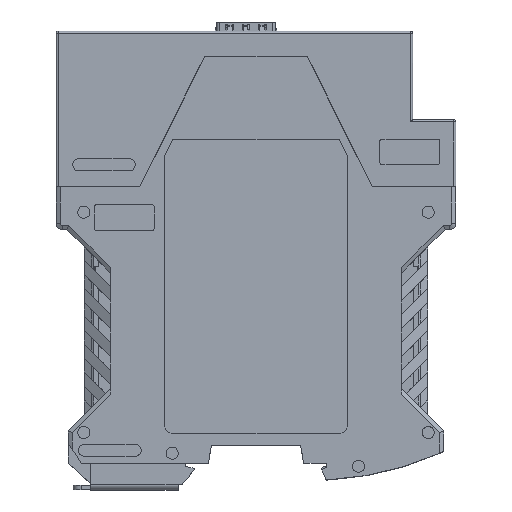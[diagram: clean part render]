
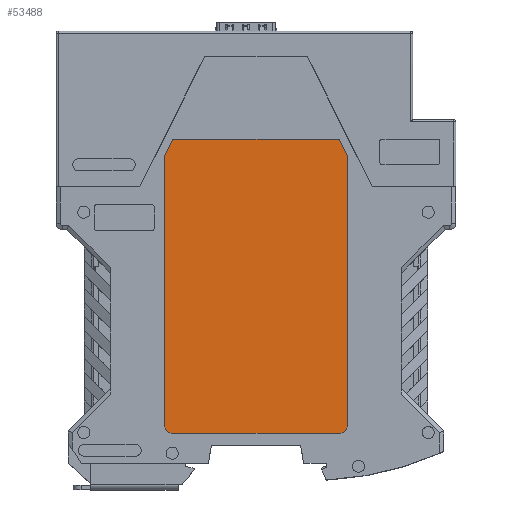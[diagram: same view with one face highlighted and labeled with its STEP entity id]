
A CAD part, top view. The second image highlights one B-rep face of the part: STEP entity #53488.
In plain terms, the highlighted planar face has unit normal (0, 0, 1).
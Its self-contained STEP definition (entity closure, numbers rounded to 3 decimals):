
#514=CIRCLE('',#56539,2.);
#515=CIRCLE('',#56540,2.);
#3069=FACE_OUTER_BOUND('',#5841,.T.);
#5841=EDGE_LOOP('',(#36719,#36720,#36721,#36722,#36723,#36724,#36725,#36726));
#9374=LINE('',#76883,#15941);
#9375=LINE('',#76887,#15942);
#9376=LINE('',#76891,#15943);
#9377=LINE('',#76893,#15944);
#9378=LINE('',#76895,#15945);
#9379=LINE('',#76896,#15946);
#15941=VECTOR('',#61812,1.);
#15942=VECTOR('',#61815,1.);
#15943=VECTOR('',#61818,1.);
#15944=VECTOR('',#61819,1.);
#15945=VECTOR('',#61820,1.);
#15946=VECTOR('',#61821,1.);
#22347=VERTEX_POINT('',#76881);
#22348=VERTEX_POINT('',#76882);
#22349=VERTEX_POINT('',#76884);
#22350=VERTEX_POINT('',#76886);
#22351=VERTEX_POINT('',#76888);
#22352=VERTEX_POINT('',#76890);
#22353=VERTEX_POINT('',#76892);
#22354=VERTEX_POINT('',#76894);
#27953=EDGE_CURVE('',#22347,#22348,#9374,.T.);
#27954=EDGE_CURVE('',#22349,#22348,#514,.T.);
#27955=EDGE_CURVE('',#22349,#22350,#9375,.T.);
#27956=EDGE_CURVE('',#22350,#22351,#515,.T.);
#27957=EDGE_CURVE('',#22351,#22352,#9376,.T.);
#27958=EDGE_CURVE('',#22352,#22353,#9377,.T.);
#27959=EDGE_CURVE('',#22353,#22354,#9378,.T.);
#27960=EDGE_CURVE('',#22354,#22347,#9379,.T.);
#36719=ORIENTED_EDGE('',*,*,#27953,.T.);
#36720=ORIENTED_EDGE('',*,*,#27954,.F.);
#36721=ORIENTED_EDGE('',*,*,#27955,.T.);
#36722=ORIENTED_EDGE('',*,*,#27956,.T.);
#36723=ORIENTED_EDGE('',*,*,#27957,.T.);
#36724=ORIENTED_EDGE('',*,*,#27958,.T.);
#36725=ORIENTED_EDGE('',*,*,#27959,.T.);
#36726=ORIENTED_EDGE('',*,*,#27960,.T.);
#51365=PLANE('',#56538);
#53488=ADVANCED_FACE('',(#3069),#51365,.T.);
#56538=AXIS2_PLACEMENT_3D('',#76880,#61810,#61811);
#56539=AXIS2_PLACEMENT_3D('',#76885,#61813,#61814);
#56540=AXIS2_PLACEMENT_3D('',#76889,#61816,#61817);
#61810=DIRECTION('center_axis',(0.,0.,1.));
#61811=DIRECTION('ref_axis',(1.,0.,0.));
#61812=DIRECTION('',(0.,-1.,0.));
#61813=DIRECTION('center_axis',(0.,0.,-1.));
#61814=DIRECTION('ref_axis',(-1.,0.,0.));
#61815=DIRECTION('',(1.,0.,0.));
#61816=DIRECTION('center_axis',(0.,0.,1.));
#61817=DIRECTION('ref_axis',(1.,0.,0.));
#61818=DIRECTION('',(0.,1.,0.));
#61819=DIRECTION('',(-0.447,0.894,0.));
#61820=DIRECTION('',(-1.,0.,0.));
#61821=DIRECTION('',(-0.447,-0.894,0.));
#76880=CARTESIAN_POINT('Origin',(3.747,57.985,11.1));
#76881=CARTESIAN_POINT('',(-22.65,84.3,11.1));
#76882=CARTESIAN_POINT('',(-22.65,17.4,11.1));
#76883=CARTESIAN_POINT('',(-22.65,0.,11.1));
#76884=CARTESIAN_POINT('',(-20.65,15.4,11.1));
#76885=CARTESIAN_POINT('Origin',(-20.65,17.4,11.1));
#76886=CARTESIAN_POINT('',(20.65,15.4,11.1));
#76887=CARTESIAN_POINT('',(0.,15.4,11.1));
#76888=CARTESIAN_POINT('',(22.65,17.4,11.1));
#76889=CARTESIAN_POINT('Origin',(20.65,17.4,11.1));
#76890=CARTESIAN_POINT('',(22.65,84.3,11.1));
#76891=CARTESIAN_POINT('',(22.65,0.,11.1));
#76892=CARTESIAN_POINT('',(20.65,88.3,11.1));
#76893=CARTESIAN_POINT('',(51.84,25.92,11.1));
#76894=CARTESIAN_POINT('',(-20.65,88.3,11.1));
#76895=CARTESIAN_POINT('',(0.,88.3,11.1));
#76896=CARTESIAN_POINT('',(-51.84,25.92,11.1));
